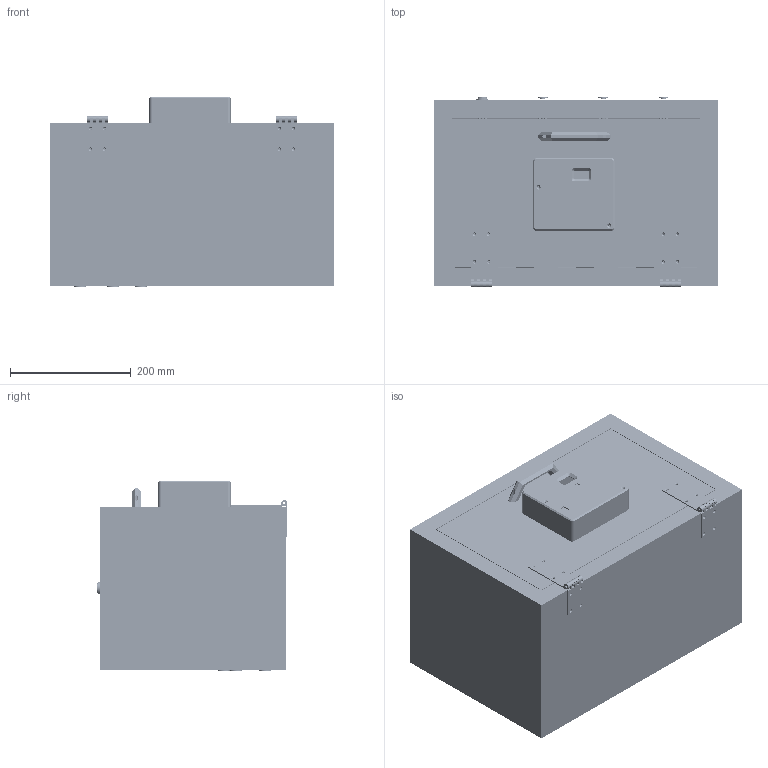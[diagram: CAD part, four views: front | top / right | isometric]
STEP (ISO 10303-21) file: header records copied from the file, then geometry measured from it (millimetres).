
FILE_DESCRIPTION(/* description */ (''),/* implementation_level */ '2;1');
FILE_NAME(/* name */ '',/* time_stamp */ '2023-12-01T14:59:12+03:00',/* author */ ('pavlu'),/* organization */ (''),/* preprocessor_version */ 'ST-DEVELOPER v19.2',/* originating_system */ 'Autodesk Inventor 2024',/* authorisation */ '');
FILE_SCHEMA (('AUTOMOTIVE_DESIGN { 1 0 10303 214 3 1 1 }'));
Products named in the file (36): Коробо под стандартные 
катушки; Весы узкие; Датчик; Весы узкие_
1; Платформа; Датчик_1; Деталь17; Ось; Ось_1; Катушка мелкая; Вал2; Bearing 619/4-2Z GB/T 276-94; FD plast spool; Узкий левая 
стенка; Узкий правая 
стенка; Узкий дно; Узкий верх; Узкий зад; Узкая дверь; Петля1; Петля2; подставка под 
весы алюминий; ISO 7046-1 - M5 x 25 - 4.8 - H; 7530 новый; Нагреватель 2
4В; 7525_MIR; воздуховод нагревателя 
7530; Дюбель м4; Петля1_MIR; Петля2_MIR; Ручка; box; box_lower; кольцо для 
филамента; ответка дюбеля 
м3; Дюбель м3
Assembly tree (71 placements, depth 3):
  Коробо под стандартные 
катушки
    Весы узкие  x3
      Платформа
      Датчик
      Bearing 619/4-2Z GB/T 276-94
      Деталь17
      Ось
      Ось_1
      Катушка мелкая
      Вал2
      FD plast spool
    Весы узкие_
1
      Платформа
      Датчик_1
      Bearing 619/4-2Z GB/T 276-94  x4
      Деталь17
      Ось
      Ось_1
      Катушка мелкая
      Вал2  x2
      FD plast spool
    Узкий левая 
стенка
    Узкий правая 
стенка
    Узкий дно
    Узкий верх
    Узкий зад
    Узкая дверь
    Петля1
    Петля2
    подставка под 
весы алюминий
    ISO 7046-1 - M5 x 25 - 4.8 - H  x4
    7530 новый
      Нагреватель 2
4В
      7525_MIR
      воздуховод нагревателя 
7530
    Дюбель м4  x2
    Дюбель м3  x12
    Петля1_MIR
    Петля2_MIR
    Ручка
    box
    box_lower
    кольцо для 
филамента  x4
    ответка дюбеля 
м3
Bounding box: 470 x 316 x 316 mm (x, y, z)
Volume: 20718011.8 mm3; surface area: 4033219.2 mm2
Topology: 392 solids, 392 shells, 6361 faces, 15342 edges, 10021 vertices
Faces by surface type: plane 3486, cylinder 1964, torus 627, cone 180, sphere 96, bspline 8
Full cylindrical faces by diameter (mm): 2.5 x4, 2.7 x14, 2.8 x16, 3 x2, 3.1 x29, 3.2 x6, 3.7 x2, 4 x44, 4.2 x6, 4.5 x1, 4.509 x4, 5 x44, 5.968 x32, 6 x2, 6.282 x32, 6.4 x4, 6.5 x1, 7.5 x1, 8 x26, 8.718 x32, 9.032 x32, 9.3 x4, 10 x18, 11 x32, 15 x32, 16 x4, 19 x32, 20 x15, 40 x4, 48 x5
Entity records: 66543 total; most frequent: CARTESIAN_POINT 11560, DIRECTION 11306, ORIENTED_EDGE 10608, EDGE_CURVE 5304, AXIS2_PLACEMENT_3D 3832, LINE 3642, VECTOR 3642, VERTEX_POINT 3492
